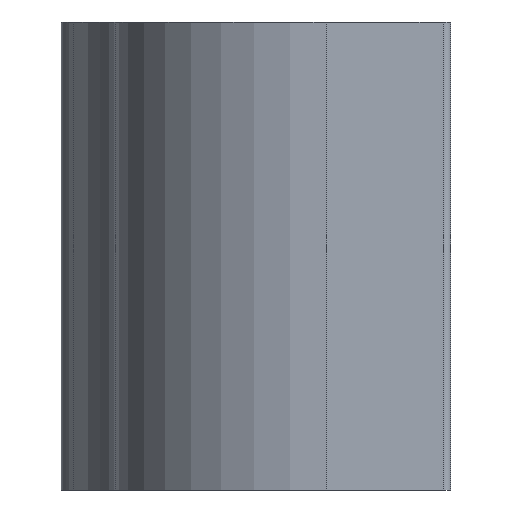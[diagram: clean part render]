
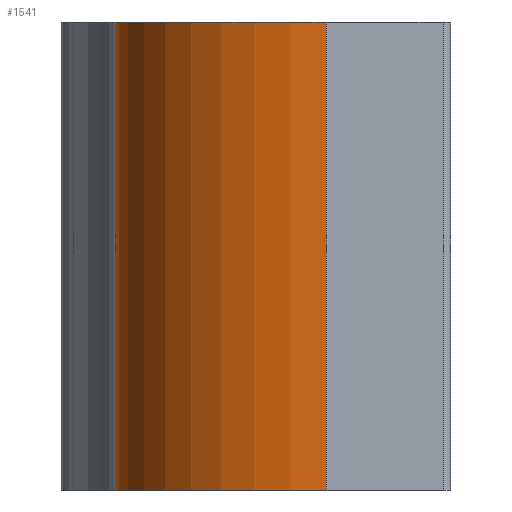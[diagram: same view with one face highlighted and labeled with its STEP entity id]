
A CAD part, front view. The second image highlights one B-rep face of the part: STEP entity #1541.
In plain terms, the highlighted cylindrical face has radius 13.5 mm (diameter 27 mm), a partial arc.
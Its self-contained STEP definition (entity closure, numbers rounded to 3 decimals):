
#143=LINE('',#2561,#270);
#147=LINE('',#2569,#274);
#270=VECTOR('',#2089,30.);
#274=VECTOR('',#2101,30.);
#421=FACE_OUTER_BOUND('',#522,.T.);
#522=EDGE_LOOP('',(#1303,#1304,#1305,#1306));
#570=CIRCLE('',#1626,13.5);
#591=CIRCLE('',#1653,13.5);
#687=VERTEX_POINT('',#2376);
#688=VERTEX_POINT('',#2378);
#718=VERTEX_POINT('',#2454);
#719=VERTEX_POINT('',#2456);
#843=EDGE_CURVE('',#688,#687,#570,.T.);
#884=EDGE_CURVE('',#719,#718,#591,.T.);
#939=EDGE_CURVE('',#718,#688,#143,.T.);
#943=EDGE_CURVE('',#687,#719,#147,.T.);
#1303=ORIENTED_EDGE('',*,*,#884,.T.);
#1304=ORIENTED_EDGE('',*,*,#939,.T.);
#1305=ORIENTED_EDGE('',*,*,#843,.T.);
#1306=ORIENTED_EDGE('',*,*,#943,.T.);
#1386=CYLINDRICAL_SURFACE('',#1692,13.5);
#1541=ADVANCED_FACE('',(#421),#1386,.T.);
#1626=AXIS2_PLACEMENT_3D('',#2379,#1899,#1900);
#1653=AXIS2_PLACEMENT_3D('',#2457,#1973,#1974);
#1692=AXIS2_PLACEMENT_3D('',#2568,#2099,#2100);
#1899=DIRECTION('center_axis',(0.,0.,
-1.));
#1900=DIRECTION('ref_axis',(-0.707,-0.707,0.));
#1973=DIRECTION('center_axis',(0.,0.,
1.));
#1974=DIRECTION('ref_axis',(-0.707,-0.707,0.));
#2089=DIRECTION('',(0.,0.,1.));
#2099=DIRECTION('center_axis',(0.,0.,
-1.));
#2100=DIRECTION('ref_axis',(-0.707,-0.707,0.));
#2101=DIRECTION('',(0.,0.,-1.));
#2376=CARTESIAN_POINT('',(-3.5,-35.8,30.));
#2378=CARTESIAN_POINT('',(10.,-49.3,30.));
#2379=CARTESIAN_POINT('Origin',(10.,-35.8,30.));
#2454=CARTESIAN_POINT('',(10.,-49.3,0.));
#2456=CARTESIAN_POINT('',(-3.5,-35.8,0.));
#2457=CARTESIAN_POINT('Origin',(10.,-35.8,0.));
#2561=CARTESIAN_POINT('',(10.,-49.3,30.));
#2568=CARTESIAN_POINT('Origin',(10.,-35.8,30.));
#2569=CARTESIAN_POINT('',(-3.5,-35.8,30.));
